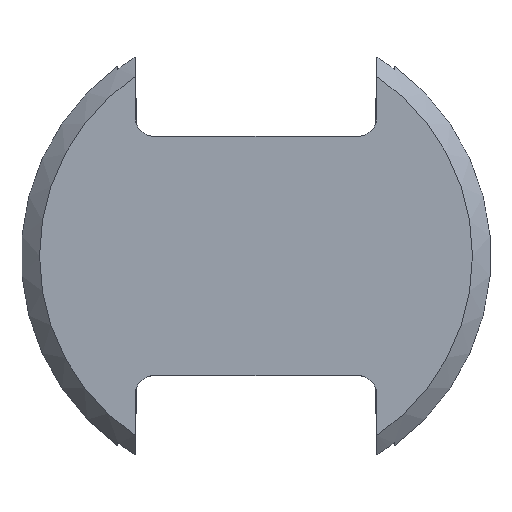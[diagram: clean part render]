
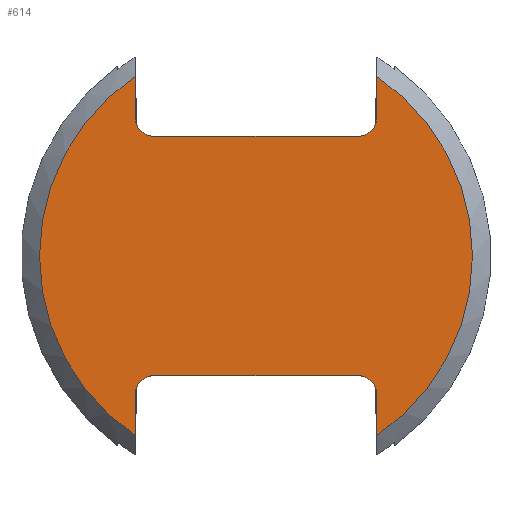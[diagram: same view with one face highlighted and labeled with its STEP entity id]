
A CAD part, top view. The second image highlights one B-rep face of the part: STEP entity #614.
In plain terms, the highlighted planar face has unit normal (0, 0, 1).
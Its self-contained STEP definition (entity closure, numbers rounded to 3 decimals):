
#505=CARTESIAN_POINT('',(0.,100.,22.5));
#506=DIRECTION('',(0.,0.,-1.));
#507=DIRECTION('',(0.,1.,0.));
#508=AXIS2_PLACEMENT_3D('',#505,#506,#507);
#509=PLANE('',#508);
#510=CARTESIAN_POINT('',(13.1,80.49,22.5));
#511=VERTEX_POINT('',#510);
#512=CARTESIAN_POINT('',(13.1,85.,22.5));
#513=VERTEX_POINT('',#512);
#514=CARTESIAN_POINT('',(13.1,80.49,22.5));
#515=DIRECTION('',(0.,1.,-0.));
#516=VECTOR('',#515,4.51);
#517=LINE('',#514,#516);
#518=EDGE_CURVE('',#511,#513,#517,.T.);
#519=ORIENTED_EDGE('',*,*,#518,.F.);
#520=CARTESIAN_POINT('',(13.1,119.51,22.5));
#521=VERTEX_POINT('',#520);
#522=CARTESIAN_POINT('',(0.,100.,22.5));
#523=DIRECTION('',(0.,-0.,1.));
#524=DIRECTION('',(-0.,-1.,0.));
#525=AXIS2_PLACEMENT_3D('',#522,#523,#524);
#526=CIRCLE('',#525,23.5);
#527=EDGE_CURVE('',#511,#521,#526,.T.);
#528=ORIENTED_EDGE('',*,*,#527,.T.);
#529=CARTESIAN_POINT('',(13.1,115.,22.5));
#530=VERTEX_POINT('',#529);
#531=CARTESIAN_POINT('',(13.1,115.,22.5));
#532=DIRECTION('',(0.,1.,-0.));
#533=VECTOR('',#532,4.51);
#534=LINE('',#531,#533);
#535=EDGE_CURVE('',#530,#521,#534,.T.);
#536=ORIENTED_EDGE('',*,*,#535,.F.);
#537=CARTESIAN_POINT('',(11.1,113.,22.5));
#538=VERTEX_POINT('',#537);
#539=CARTESIAN_POINT('',(11.1,115.,22.5));
#540=DIRECTION('',(0.,-0.,1.));
#541=DIRECTION('',(0.,1.,0.));
#542=AXIS2_PLACEMENT_3D('',#539,#540,#541);
#543=CIRCLE('',#542,2.);
#544=EDGE_CURVE('',#538,#530,#543,.T.);
#545=ORIENTED_EDGE('',*,*,#544,.F.);
#546=CARTESIAN_POINT('',(-11.1,113.,22.5));
#547=VERTEX_POINT('',#546);
#548=CARTESIAN_POINT('',(-11.1,113.,22.5));
#549=DIRECTION('',(1.,-0.,-0.));
#550=VECTOR('',#549,22.2);
#551=LINE('',#548,#550);
#552=EDGE_CURVE('',#547,#538,#551,.T.);
#553=ORIENTED_EDGE('',*,*,#552,.F.);
#554=CARTESIAN_POINT('',(-13.1,115.,22.5));
#555=VERTEX_POINT('',#554);
#556=CARTESIAN_POINT('',(-11.1,115.,22.5));
#557=DIRECTION('',(0.,-0.,1.));
#558=DIRECTION('',(0.,1.,0.));
#559=AXIS2_PLACEMENT_3D('',#556,#557,#558);
#560=CIRCLE('',#559,2.);
#561=EDGE_CURVE('',#555,#547,#560,.T.);
#562=ORIENTED_EDGE('',*,*,#561,.F.);
#563=CARTESIAN_POINT('',(-13.1,119.51,22.5));
#564=VERTEX_POINT('',#563);
#565=CARTESIAN_POINT('',(-13.1,119.51,22.5));
#566=DIRECTION('',(-0.,-1.,0.));
#567=VECTOR('',#566,4.51);
#568=LINE('',#565,#567);
#569=EDGE_CURVE('',#564,#555,#568,.T.);
#570=ORIENTED_EDGE('',*,*,#569,.F.);
#571=CARTESIAN_POINT('',(-13.1,80.49,22.5));
#572=VERTEX_POINT('',#571);
#573=CARTESIAN_POINT('',(0.,100.,22.5));
#574=DIRECTION('',(0.,-0.,1.));
#575=DIRECTION('',(-0.,-1.,0.));
#576=AXIS2_PLACEMENT_3D('',#573,#574,#575);
#577=CIRCLE('',#576,23.5);
#578=EDGE_CURVE('',#564,#572,#577,.T.);
#579=ORIENTED_EDGE('',*,*,#578,.T.);
#580=CARTESIAN_POINT('',(-13.1,85.,22.5));
#581=VERTEX_POINT('',#580);
#582=CARTESIAN_POINT('',(-13.1,85.,22.5));
#583=DIRECTION('',(-0.,-1.,0.));
#584=VECTOR('',#583,4.51);
#585=LINE('',#582,#584);
#586=EDGE_CURVE('',#581,#572,#585,.T.);
#587=ORIENTED_EDGE('',*,*,#586,.F.);
#588=CARTESIAN_POINT('',(-11.1,87.,22.5));
#589=VERTEX_POINT('',#588);
#590=CARTESIAN_POINT('',(-11.1,85.,22.5));
#591=DIRECTION('',(0.,-0.,1.));
#592=DIRECTION('',(0.,1.,0.));
#593=AXIS2_PLACEMENT_3D('',#590,#591,#592);
#594=CIRCLE('',#593,2.);
#595=EDGE_CURVE('',#589,#581,#594,.T.);
#596=ORIENTED_EDGE('',*,*,#595,.F.);
#597=CARTESIAN_POINT('',(11.1,87.,22.5));
#598=VERTEX_POINT('',#597);
#599=CARTESIAN_POINT('',(11.1,87.,22.5));
#600=DIRECTION('',(-1.,0.,0.));
#601=VECTOR('',#600,22.2);
#602=LINE('',#599,#601);
#603=EDGE_CURVE('',#598,#589,#602,.T.);
#604=ORIENTED_EDGE('',*,*,#603,.F.);
#605=CARTESIAN_POINT('',(11.1,85.,22.5));
#606=DIRECTION('',(0.,-0.,1.));
#607=DIRECTION('',(0.,1.,0.));
#608=AXIS2_PLACEMENT_3D('',#605,#606,#607);
#609=CIRCLE('',#608,2.);
#610=EDGE_CURVE('',#513,#598,#609,.T.);
#611=ORIENTED_EDGE('',*,*,#610,.F.);
#612=EDGE_LOOP('',(#519,#528,#536,#545,#553,#562,#570,#579,#587,#596,#604,#611));
#613=FACE_BOUND('',#612,.T.);
#614=ADVANCED_FACE('',(#613),#509,.F.);
